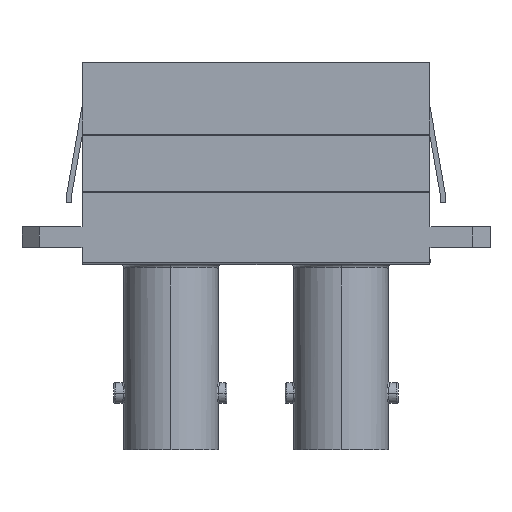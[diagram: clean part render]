
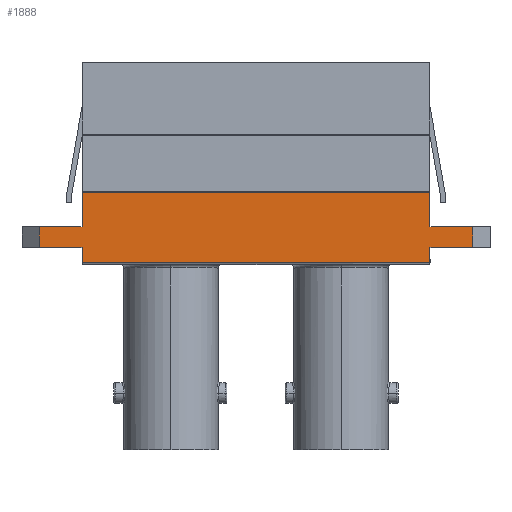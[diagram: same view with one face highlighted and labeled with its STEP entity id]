
A CAD part, top view. The second image highlights one B-rep face of the part: STEP entity #1888.
In plain terms, the highlighted planar face has unit normal (0, 0, 1).
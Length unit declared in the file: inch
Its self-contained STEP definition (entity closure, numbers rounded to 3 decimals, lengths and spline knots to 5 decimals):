
#1833 = VERTEX_POINT ( 'NONE', #10566 ) ;
#1835 = EDGE_CURVE ( 'NONE', #1833, #1942, #10556, .T. ) ;
#1888 = ADVANCED_FACE ( 'NONE', ( #11192 ), #11143, .F. ) ;
#1942 = VERTEX_POINT ( 'NONE', #5862 ) ;
#2024 = ORIENTED_EDGE ( 'NONE', *, *, #1835, .F. ) ;
#2025 = ORIENTED_EDGE ( 'NONE', *, *, #2082, .T. ) ;
#2026 = VERTEX_POINT ( 'NONE', #13022 ) ;
#2040 = EDGE_CURVE ( 'NONE', #2071, #2026, #13364, .T. ) ;
#2045 = EDGE_CURVE ( 'NONE', #2046, #2071, #13411, .T. ) ;
#2046 = VERTEX_POINT ( 'NONE', #13407 ) ;
#2047 = ORIENTED_EDGE ( 'NONE', *, *, #2048, .T. ) ;
#2048 = EDGE_CURVE ( 'NONE', #2046, #1942, #13254, .T. ) ;
#2066 = EDGE_LOOP ( 'NONE', ( #2114, #2115, #2047, #2024, #2025, #2084, #2085, #2088, #2092, #2095, #2098, #2101 ) ) ;
#2071 = VERTEX_POINT ( 'NONE', #13453 ) ;
#2082 = EDGE_CURVE ( 'NONE', #1833, #10798, #13553, .T. ) ;
#2084 = ORIENTED_EDGE ( 'NONE', *, *, #10775, .T. ) ;
#2085 = ORIENTED_EDGE ( 'NONE', *, *, #2086, .F. ) ;
#2086 = EDGE_CURVE ( 'NONE', #2087, #10769, #13549, .T. ) ;
#2087 = VERTEX_POINT ( 'NONE', #13544 ) ;
#2088 = ORIENTED_EDGE ( 'NONE', *, *, #2089, .T. ) ;
#2089 = EDGE_CURVE ( 'NONE', #2087, #2091, #13510, .T. ) ;
#2091 = VERTEX_POINT ( 'NONE', #13505 ) ;
#2092 = ORIENTED_EDGE ( 'NONE', *, *, #2093, .T. ) ;
#2093 = EDGE_CURVE ( 'NONE', #2091, #2094, #13502, .T. ) ;
#2094 = VERTEX_POINT ( 'NONE', #13496 ) ;
#2095 = ORIENTED_EDGE ( 'NONE', *, *, #2096, .T. ) ;
#2096 = EDGE_CURVE ( 'NONE', #2094, #2097, #13344, .T. ) ;
#2097 = VERTEX_POINT ( 'NONE', #13339 ) ;
#2098 = ORIENTED_EDGE ( 'NONE', *, *, #2099, .T. ) ;
#2099 = EDGE_CURVE ( 'NONE', #2097, #2100, #13337, .T. ) ;
#2100 = VERTEX_POINT ( 'NONE', #13329 ) ;
#2101 = ORIENTED_EDGE ( 'NONE', *, *, #2102, .F. ) ;
#2102 = EDGE_CURVE ( 'NONE', #2026, #2100, #13326, .T. ) ;
#2114 = ORIENTED_EDGE ( 'NONE', *, *, #2040, .F. ) ;
#2115 = ORIENTED_EDGE ( 'NONE', *, *, #2045, .F. ) ;
#5573 = CARTESIAN_POINT ( 'NONE',  ( -0.5075, 0., 0.1825 ) ) ;
#5862 = CARTESIAN_POINT ( 'NONE',  ( -0.5075, 0.06, 0.1825 ) ) ;
#10546 = VECTOR ( 'NONE', #10557, 39.37008 ) ;
#10551 = CARTESIAN_POINT ( 'NONE',  ( -0.6825, 0.06, 0.1825 ) ) ;
#10552 = CARTESIAN_POINT ( 'NONE',  ( -0.6825, 0.06, 0.1825 ) ) ;
#10556 = LINE ( 'NONE', #10551, #10546 ) ;
#10557 = DIRECTION ( 'NONE',  ( 1., 0., 0. ) ) ;
#10566 = CARTESIAN_POINT ( 'NONE',  ( -0.6325, 0.06, 0.1825 ) ) ;
#10576 = AXIS2_PLACEMENT_3D ( 'NONE', #10552, #10651, #10649 ) ;
#10649 = DIRECTION ( 'NONE',  ( -1., 0., 0. ) ) ;
#10651 = DIRECTION ( 'NONE',  ( 0., 0., -1. ) ) ;
#10769 = VERTEX_POINT ( 'NONE', #5573 ) ;
#10775 = EDGE_CURVE ( 'NONE', #10798, #10769, #12725, .T. ) ;
#10798 = VERTEX_POINT ( 'NONE', #12738 ) ;
#11143 = PLANE ( 'NONE',  #10576 ) ;
#11192 = FACE_OUTER_BOUND ( 'NONE', #2066, .T. ) ;
#12722 = DIRECTION ( 'NONE',  ( 1., 0., 0. ) ) ;
#12723 = VECTOR ( 'NONE', #12722, 39.37008 ) ;
#12724 = CARTESIAN_POINT ( 'NONE',  ( -0.6825, 0., 0.1825 ) ) ;
#12725 = LINE ( 'NONE', #12724, #12723 ) ;
#12738 = CARTESIAN_POINT ( 'NONE',  ( -0.6325, 0., 0.1825 ) ) ;
#13022 = CARTESIAN_POINT ( 'NONE',  ( 0.5075, 0.06, 0.1825 ) ) ;
#13252 = CARTESIAN_POINT ( 'NONE',  ( -0.5075, 0.54, 0.1825 ) ) ;
#13254 = LINE ( 'NONE', #13252, #13388 ) ;
#13266 = DIRECTION ( 'NONE',  ( 0., -1., 0. ) ) ;
#13268 = VECTOR ( 'NONE', #13266, 39.37008 ) ;
#13269 = CARTESIAN_POINT ( 'NONE',  ( 0.5075, 0.54, 0.1825 ) ) ;
#13293 = DIRECTION ( 'NONE',  ( 1., 0., 0. ) ) ;
#13295 = VECTOR ( 'NONE', #13293, 39.37008 ) ;
#13296 = CARTESIAN_POINT ( 'NONE',  ( -0.6825, 0.06, 0.1825 ) ) ;
#13326 = LINE ( 'NONE', #13296, #13295 ) ;
#13329 = CARTESIAN_POINT ( 'NONE',  ( 0.6325, 0.06, 0.1825 ) ) ;
#13331 = DIRECTION ( 'NONE',  ( 0., 1., 0. ) ) ;
#13333 = VECTOR ( 'NONE', #13331, 39.37008 ) ;
#13335 = CARTESIAN_POINT ( 'NONE',  ( 0.6325, 0.06, 0.1825 ) ) ;
#13337 = LINE ( 'NONE', #13335, #13333 ) ;
#13339 = CARTESIAN_POINT ( 'NONE',  ( 0.6325, 0., 0.1825 ) ) ;
#13340 = DIRECTION ( 'NONE',  ( 1., 0., 0. ) ) ;
#13342 = VECTOR ( 'NONE', #13340, 39.37008 ) ;
#13343 = CARTESIAN_POINT ( 'NONE',  ( -0.6825, 0., 0.1825 ) ) ;
#13344 = LINE ( 'NONE', #13343, #13342 ) ;
#13364 = LINE ( 'NONE', #13269, #13268 ) ;
#13387 = DIRECTION ( 'NONE',  ( 0., -1., 0. ) ) ;
#13388 = VECTOR ( 'NONE', #13387, 39.37008 ) ;
#13407 = CARTESIAN_POINT ( 'NONE',  ( -0.5075, 0.16, 0.1825 ) ) ;
#13408 = DIRECTION ( 'NONE',  ( 1., 0., 0. ) ) ;
#13409 = VECTOR ( 'NONE', #13408, 39.37008 ) ;
#13410 = CARTESIAN_POINT ( 'NONE',  ( 0.5075, 0.16, 0.1825 ) ) ;
#13411 = LINE ( 'NONE', #13410, #13409 ) ;
#13453 = CARTESIAN_POINT ( 'NONE',  ( 0.5075, 0.16, 0.1825 ) ) ;
#13496 = CARTESIAN_POINT ( 'NONE',  ( 0.5075, 0., 0.1825 ) ) ;
#13497 = DIRECTION ( 'NONE',  ( 0., 1., 0. ) ) ;
#13498 = VECTOR ( 'NONE', #13497, 39.37008 ) ;
#13500 = CARTESIAN_POINT ( 'NONE',  ( 0.5075, -0.05, 0.1825 ) ) ;
#13502 = LINE ( 'NONE', #13500, #13498 ) ;
#13505 = CARTESIAN_POINT ( 'NONE',  ( 0.5075, -0.045, 0.1825 ) ) ;
#13507 = DIRECTION ( 'NONE',  ( 1., 0., 0. ) ) ;
#13508 = VECTOR ( 'NONE', #13507, 39.37008 ) ;
#13509 = CARTESIAN_POINT ( 'NONE',  ( -0.6825, -0.045, 0.1825 ) ) ;
#13510 = LINE ( 'NONE', #13509, #13508 ) ;
#13544 = CARTESIAN_POINT ( 'NONE',  ( -0.5075, -0.045, 0.1825 ) ) ;
#13546 = DIRECTION ( 'NONE',  ( 0., 1., 0. ) ) ;
#13547 = VECTOR ( 'NONE', #13546, 39.37008 ) ;
#13548 = CARTESIAN_POINT ( 'NONE',  ( -0.5075, -0.05, 0.1825 ) ) ;
#13549 = LINE ( 'NONE', #13548, #13547 ) ;
#13550 = DIRECTION ( 'NONE',  ( 0., -1., 0. ) ) ;
#13551 = VECTOR ( 'NONE', #13550, 39.37008 ) ;
#13552 = CARTESIAN_POINT ( 'NONE',  ( -0.6325, 0.06, 0.1825 ) ) ;
#13553 = LINE ( 'NONE', #13552, #13551 ) ;
